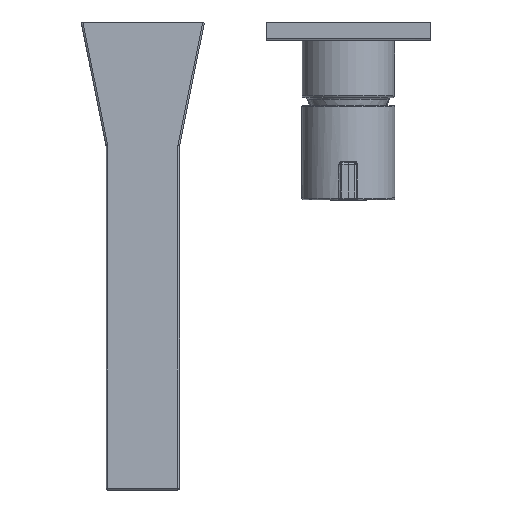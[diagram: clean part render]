
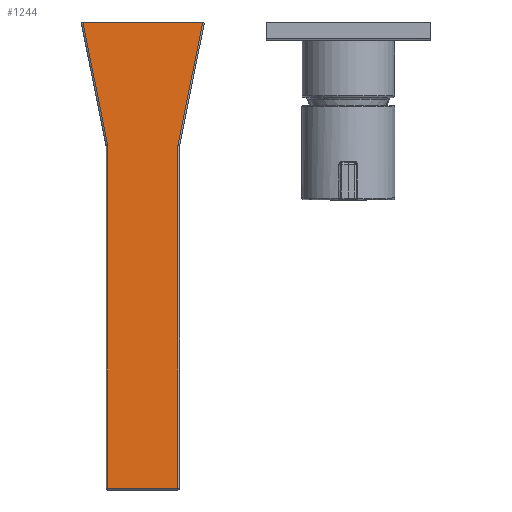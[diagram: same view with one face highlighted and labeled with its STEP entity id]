
A CAD part, top view. The second image highlights one B-rep face of the part: STEP entity #1244.
In plain terms, the highlighted face is planar.
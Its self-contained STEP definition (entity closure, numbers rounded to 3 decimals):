
#6 = CARTESIAN_POINT ( 'NONE',  ( -32.781, 59.5, 0. ) ) ;
#137 = CARTESIAN_POINT ( 'NONE',  ( 17.1, 62.124, 60.1 ) ) ;
#142 = CARTESIAN_POINT ( 'NONE',  ( 29.073, 59.5, 0. ) ) ;
#158 = VERTEX_POINT ( 'NONE', #545 ) ;
#170 = ORIENTED_EDGE ( 'NONE', *, *, #3360, .T. ) ;
#181 = LINE ( 'NONE', #475, #3136 ) ;
#210 = CARTESIAN_POINT ( 'NONE',  ( 29.174, 59.501, 0.014 ) ) ;
#238 = CARTESIAN_POINT ( 'NONE',  ( -17.1, 69.455, 228. ) ) ;
#242 = VERTEX_POINT ( 'NONE', #727 ) ;
#246 = ORIENTED_EDGE ( 'NONE', *, *, #2299, .T. ) ;
#297 = VERTEX_POINT ( 'NONE', #3022 ) ;
#335 = EDGE_CURVE ( 'NONE', #2704, #158, #2564, .T. ) ;
#443 = CARTESIAN_POINT ( 'NONE',  ( -17.136, 62.107, 59.709 ) ) ;
#445 = FACE_OUTER_BOUND ( 'NONE', #1947, .T. ) ;
#472 = CARTESIAN_POINT ( 'NONE',  ( -29.023, 59.5, 0. ) ) ;
#475 = CARTESIAN_POINT ( 'NONE',  ( -32.781, 69.407, 226.9 ) ) ;
#480 = CARTESIAN_POINT ( 'NONE',  ( 17.1, 62.122, 60.065 ) ) ;
#500 = DIRECTION ( 'NONE',  ( 0.198, -0.043, -0.979 ) ) ;
#545 = CARTESIAN_POINT ( 'NONE',  ( -29.174, 59.501, 0.014 ) ) ;
#568 =( BOUNDED_CURVE ( )  B_SPLINE_CURVE ( 3, ( #480, #2202, #3062, #1346 ),
 .UNSPECIFIED., .F., .T. ) 
 B_SPLINE_CURVE_WITH_KNOTS ( ( 4, 4 ),
 ( 4.712, 4.911 ),
 .UNSPECIFIED. ) 
 CURVE ( )  GEOMETRIC_REPRESENTATION_ITEM ( )  RATIONAL_B_SPLINE_CURVE ( ( 1., 0.997, 0.997, 1. ) ) 
 REPRESENTATION_ITEM ( '' )  );
#664 = AXIS2_PLACEMENT_3D ( 'NONE', #702, #2986, #1277 ) ;
#665 = LINE ( 'NONE', #6, #2288 ) ;
#702 = CARTESIAN_POINT ( 'NONE',  ( -32.781, 69.455, 228. ) ) ;
#727 = CARTESIAN_POINT ( 'NONE',  ( 29.023, 59.5, 0. ) ) ;
#773 = CARTESIAN_POINT ( 'NONE',  ( -17.1, 62.122, 60.065 ) ) ;
#944 = VERTEX_POINT ( 'NONE', #965 ) ;
#965 = CARTESIAN_POINT ( 'NONE',  ( 17.1, 69.407, 226.9 ) ) ;
#972 = CARTESIAN_POINT ( 'NONE',  ( -29.023, 59.5, 0. ) ) ;
#1050 = EDGE_CURVE ( 'NONE', #1292, #3665, #1892, .T. ) ;
#1055 = CARTESIAN_POINT ( 'NONE',  ( -29.174, 59.501, 0.014 ) ) ;
#1057 = DIRECTION ( 'NONE',  ( 1., 0., 0. ) ) ;
#1063 = CARTESIAN_POINT ( 'NONE',  ( 29.209, 59.493, -0.159 ) ) ;
#1222 = VERTEX_POINT ( 'NONE', #1824 ) ;
#1244 = ADVANCED_FACE ( 'NONE', ( #445 ), #2697, .T. ) ;
#1254 = EDGE_CURVE ( 'NONE', #3687, #242, #3443, .T. ) ;
#1277 = DIRECTION ( 'NONE',  ( 0., 0.044, 0.999 ) ) ;
#1292 = VERTEX_POINT ( 'NONE', #2739 ) ;
#1336 = ORIENTED_EDGE ( 'NONE', *, *, #2840, .T. ) ;
#1346 = CARTESIAN_POINT ( 'NONE',  ( 17.136, 62.107, 59.709 ) ) ;
#1361 = EDGE_CURVE ( 'NONE', #1222, #944, #181, .T. ) ;
#1482 = DIRECTION ( 'NONE',  ( 0., 0.044, 0.999 ) ) ;
#1563 = CARTESIAN_POINT ( 'NONE',  ( 29.124, 59.5, 0.005 ) ) ;
#1605 = VERTEX_POINT ( 'NONE', #3466 ) ;
#1610 = LINE ( 'NONE', #238, #1781 ) ;
#1676 = ORIENTED_EDGE ( 'NONE', *, *, #1254, .T. ) ;
#1781 = VECTOR ( 'NONE', #1482, 1000. ) ;
#1823 = VECTOR ( 'NONE', #500, 1000. ) ;
#1824 = CARTESIAN_POINT ( 'NONE',  ( -17.1, 69.407, 226.9 ) ) ;
#1848 = DIRECTION ( 'NONE',  ( 0., -0.044, -0.999 ) ) ;
#1892 =( BOUNDED_CURVE ( )  B_SPLINE_CURVE ( 3, ( #443, #3290, #2165, #2455 ),
 .UNSPECIFIED., .F., .T. ) 
 B_SPLINE_CURVE_WITH_KNOTS ( ( 4, 4 ),
 ( 1.372, 1.571 ),
 .UNSPECIFIED. ) 
 CURVE ( )  GEOMETRIC_REPRESENTATION_ITEM ( )  RATIONAL_B_SPLINE_CURVE ( ( 1., 0.997, 0.997, 1. ) ) 
 REPRESENTATION_ITEM ( '' )  );
#1947 = EDGE_LOOP ( 'NONE', ( #170, #1676, #3005, #3580, #1336, #3056, #3065, #2591, #2389, #246 ) ) ;
#2090 = VECTOR ( 'NONE', #3080, 1000. ) ;
#2098 = LINE ( 'NONE', #2508, #2090 ) ;
#2144 = CARTESIAN_POINT ( 'NONE',  ( 29.023, 59.5, 0. ) ) ;
#2149 = EDGE_CURVE ( 'NONE', #2704, #242, #665, .T. ) ;
#2165 = CARTESIAN_POINT ( 'NONE',  ( -17.1, 62.117, 59.945 ) ) ;
#2192 = CARTESIAN_POINT ( 'NONE',  ( -29.073, 59.5, 0. ) ) ;
#2202 = CARTESIAN_POINT ( 'NONE',  ( 17.1, 62.117, 59.945 ) ) ;
#2288 = VECTOR ( 'NONE', #3421, 1000. ) ;
#2299 = EDGE_CURVE ( 'NONE', #1605, #297, #568, .T. ) ;
#2389 = ORIENTED_EDGE ( 'NONE', *, *, #3261, .T. ) ;
#2455 = CARTESIAN_POINT ( 'NONE',  ( -17.1, 62.122, 60.065 ) ) ;
#2508 = CARTESIAN_POINT ( 'NONE',  ( -17.129, 62.108, 59.743 ) ) ;
#2564 =( BOUNDED_CURVE ( )  B_SPLINE_CURVE ( 3, ( #472, #2192, #2756, #1055 ),
 .UNSPECIFIED., .F., .F. ) 
 B_SPLINE_CURVE_WITH_KNOTS ( ( 4, 4 ),
 ( 3.142, 3.332 ),
 .UNSPECIFIED. ) 
 CURVE ( )  GEOMETRIC_REPRESENTATION_ITEM ( )  RATIONAL_B_SPLINE_CURVE ( ( 1., 0.997, 0.997, 1. ) ) 
 REPRESENTATION_ITEM ( '' )  );
#2591 = ORIENTED_EDGE ( 'NONE', *, *, #1361, .T. ) ;
#2697 = PLANE ( 'NONE',  #664 ) ;
#2704 = VERTEX_POINT ( 'NONE', #972 ) ;
#2739 = CARTESIAN_POINT ( 'NONE',  ( -17.136, 62.107, 59.709 ) ) ;
#2756 = CARTESIAN_POINT ( 'NONE',  ( -29.124, 59.5, 0.005 ) ) ;
#2840 = EDGE_CURVE ( 'NONE', #158, #1292, #2098, .T. ) ;
#2859 = VECTOR ( 'NONE', #1848, 1000. ) ;
#2986 = DIRECTION ( 'NONE',  ( 0., 0.999, -0.044 ) ) ;
#3005 = ORIENTED_EDGE ( 'NONE', *, *, #2149, .F. ) ;
#3022 = CARTESIAN_POINT ( 'NONE',  ( 17.136, 62.107, 59.709 ) ) ;
#3056 = ORIENTED_EDGE ( 'NONE', *, *, #1050, .T. ) ;
#3062 = CARTESIAN_POINT ( 'NONE',  ( 17.112, 62.112, 59.826 ) ) ;
#3065 = ORIENTED_EDGE ( 'NONE', *, *, #3149, .T. ) ;
#3080 = DIRECTION ( 'NONE',  ( 0.198, 0.043, 0.979 ) ) ;
#3136 = VECTOR ( 'NONE', #1057, 1000. ) ;
#3149 = EDGE_CURVE ( 'NONE', #3665, #1222, #1610, .T. ) ;
#3261 = EDGE_CURVE ( 'NONE', #944, #1605, #3511, .T. ) ;
#3290 = CARTESIAN_POINT ( 'NONE',  ( -17.112, 62.112, 59.826 ) ) ;
#3346 = LINE ( 'NONE', #1063, #1823 ) ;
#3360 = EDGE_CURVE ( 'NONE', #297, #3687, #3346, .T. ) ;
#3421 = DIRECTION ( 'NONE',  ( 1., 0., 0. ) ) ;
#3443 =( BOUNDED_CURVE ( )  B_SPLINE_CURVE ( 3, ( #3532, #1563, #142, #2144 ),
 .UNSPECIFIED., .F., .T. ) 
 B_SPLINE_CURVE_WITH_KNOTS ( ( 4, 4 ),
 ( 2.951, 3.142 ),
 .UNSPECIFIED. ) 
 CURVE ( )  GEOMETRIC_REPRESENTATION_ITEM ( )  RATIONAL_B_SPLINE_CURVE ( ( 1., 0.997, 0.997, 1. ) ) 
 REPRESENTATION_ITEM ( '' )  );
#3466 = CARTESIAN_POINT ( 'NONE',  ( 17.1, 62.122, 60.065 ) ) ;
#3511 = LINE ( 'NONE', #137, #2859 ) ;
#3532 = CARTESIAN_POINT ( 'NONE',  ( 29.174, 59.501, 0.014 ) ) ;
#3580 = ORIENTED_EDGE ( 'NONE', *, *, #335, .T. ) ;
#3665 = VERTEX_POINT ( 'NONE', #773 ) ;
#3687 = VERTEX_POINT ( 'NONE', #210 ) ;
